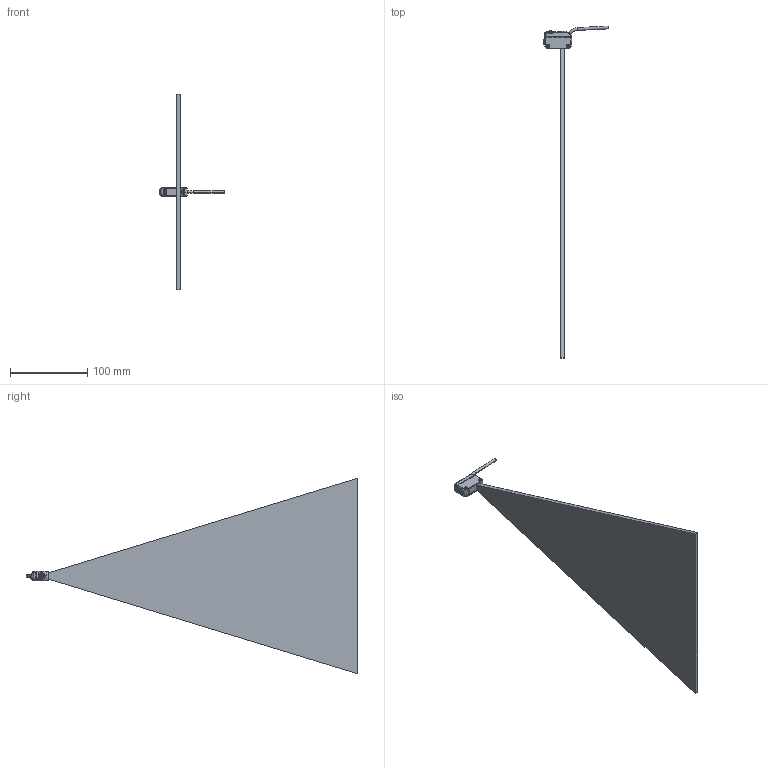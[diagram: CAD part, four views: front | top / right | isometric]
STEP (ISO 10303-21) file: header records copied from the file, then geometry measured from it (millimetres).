
FILE_DESCRIPTION((''),'2;1');
FILE_NAME('BGS-LS100TX_ASM','2022-04-09T13:56:53',('Administrator'),(''),'CREO PARAMETRIC BY PTC INC, 2021023','CREO PARAMETRIC BY PTC INC, 2021023','');
FILE_SCHEMA(('CONFIG_CONTROL_DESIGN'));
Length unit declared in the file: millimetre
Products named in the file (1): BGS-LS100TX_ASM
Bounding box: 83.85 x 428.74 x 252.58 mm (x, y, z)
Surface area: 113481.1 mm2 (no closed solid volume)
Topology: 0 solids, 21 shells, 293 faces, 1298 edges, 1014 vertices
Faces by surface type: cylinder 114, bspline 107, plane 48, cone 17, torus 7
Entity records: 34421 total; most frequent: CARTESIAN_POINT 25241, ORIENTED_EDGE 1914, DIRECTION 1461, EDGE_CURVE 1294, VERTEX_POINT 1014, VECTOR 519, LINE 519, B_SPLINE_CURVE_WITH_KNOTS 491
